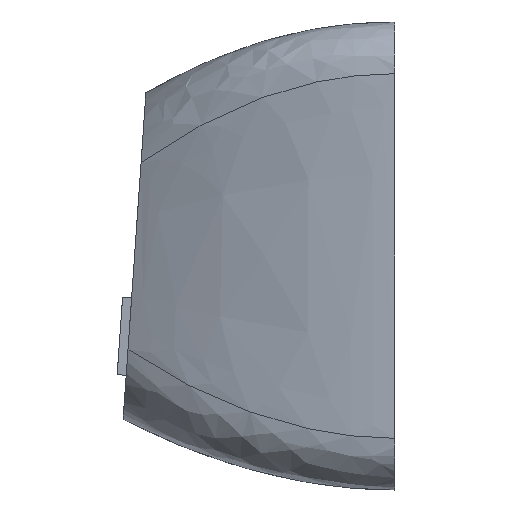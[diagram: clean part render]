
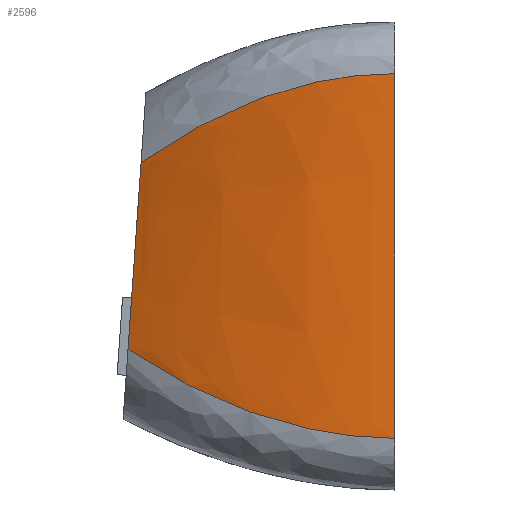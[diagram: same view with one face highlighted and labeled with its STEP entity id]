
A CAD part, left-side view. The second image highlights one B-rep face of the part: STEP entity #2596.
In plain terms, the highlighted free-form (B-spline) face has degree [3, 3] with [4, 4] control points.
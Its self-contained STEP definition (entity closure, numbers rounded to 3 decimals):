
#124=LINE('',#4980,#367);
#125=LINE('',#4986,#368);
#367=VECTOR('',#2948,10.);
#368=VECTOR('',#2953,10.);
#676=FACE_OUTER_BOUND('',#823,.T.);
#823=EDGE_LOOP('',(#2054,#2055,#2056,#2057));
#998=B_SPLINE_CURVE_WITH_KNOTS('',3,(#5022,#5023,#5024,#5025),
 .UNSPECIFIED.,.F.,.F.,(4,4),(0.,1.),.UNSPECIFIED.);
#999=B_SPLINE_CURVE_WITH_KNOTS('',3,(#5042,#5043,#5044,#5045),
 .UNSPECIFIED.,.F.,.F.,(4,4),(0.,1.),.UNSPECIFIED.);
#1156=VERTEX_POINT('',#4966);
#1162=VERTEX_POINT('',#4978);
#1164=VERTEX_POINT('',#4983);
#1165=VERTEX_POINT('',#4985);
#1480=EDGE_CURVE('',#1156,#1162,#124,.T.);
#1482=EDGE_CURVE('',#1164,#1165,#125,.T.);
#1490=EDGE_CURVE('',#1164,#1156,#998,.T.);
#1491=EDGE_CURVE('',#1165,#1162,#999,.T.);
#2054=ORIENTED_EDGE('',*,*,#1482,.F.);
#2055=ORIENTED_EDGE('',*,*,#1490,.T.);
#2056=ORIENTED_EDGE('',*,*,#1480,.T.);
#2057=ORIENTED_EDGE('',*,*,#1491,.F.);
#2511=B_SPLINE_SURFACE_WITH_KNOTS('',3,3,((#5026,#5027,#5028,#5029),(#5030,
#5031,#5032,#5033),(#5034,#5035,#5036,#5037),(#5038,#5039,#5040,#5041)),
 .UNSPECIFIED.,.F.,.F.,.F.,(4,4),(4,4),(0.,1.),(0.,1.),.UNSPECIFIED.);
#2596=ADVANCED_FACE('',(#676),#2511,.F.);
#2948=DIRECTION('',(0.,0.,1.));
#2953=DIRECTION('',(0.,-0.07,0.998));
#4966=CARTESIAN_POINT('',(0.,0.,2.));
#4978=CARTESIAN_POINT('',(0.,0.,16.1));
#4980=CARTESIAN_POINT('',(0.,0.,2.));
#4983=CARTESIAN_POINT('',(2.7,10.32,5.433));
#4985=CARTESIAN_POINT('',(2.7,9.814,12.671));
#4986=CARTESIAN_POINT('',(2.7,10.32,5.433));
#5022=CARTESIAN_POINT('Ctrl Pts',(2.7,10.32,5.433));
#5023=CARTESIAN_POINT('Ctrl Pts',(0.9,6.88,3.144));
#5024=CARTESIAN_POINT('Ctrl Pts',(0.,3.356,
2.));
#5025=CARTESIAN_POINT('Ctrl Pts',(0.,0.,2.));
#5026=CARTESIAN_POINT('Ctrl Pts',(2.7,10.32,5.433));
#5027=CARTESIAN_POINT('Ctrl Pts',(0.9,6.88,3.144));
#5028=CARTESIAN_POINT('Ctrl Pts',(0.,3.356,
2.));
#5029=CARTESIAN_POINT('Ctrl Pts',(0.,0.,2.));
#5030=CARTESIAN_POINT('Ctrl Pts',(2.7,10.221,6.843));
#5031=CARTESIAN_POINT('Ctrl Pts',(0.939,6.814,4.776));
#5032=CARTESIAN_POINT('Ctrl Pts',(0.,3.356,
3.047));
#5033=CARTESIAN_POINT('Ctrl Pts',(0.,0.,3.047));
#5034=CARTESIAN_POINT('Ctrl Pts',(2.7,9.913,11.261));
#5035=CARTESIAN_POINT('Ctrl Pts',(0.939,6.608,13.325));
#5036=CARTESIAN_POINT('Ctrl Pts',(0.,3.356,
15.053));
#5037=CARTESIAN_POINT('Ctrl Pts',(0.,0.,15.053));
#5038=CARTESIAN_POINT('Ctrl Pts',(2.7,9.814,12.671));
#5039=CARTESIAN_POINT('Ctrl Pts',(0.9,6.543,14.957));
#5040=CARTESIAN_POINT('Ctrl Pts',(0.,3.356,
16.1));
#5041=CARTESIAN_POINT('Ctrl Pts',(0.,0.,16.1));
#5042=CARTESIAN_POINT('Ctrl Pts',(2.7,9.814,12.671));
#5043=CARTESIAN_POINT('Ctrl Pts',(0.9,6.543,14.957));
#5044=CARTESIAN_POINT('Ctrl Pts',(0.,3.356,
16.1));
#5045=CARTESIAN_POINT('Ctrl Pts',(0.,0.,
16.1));
